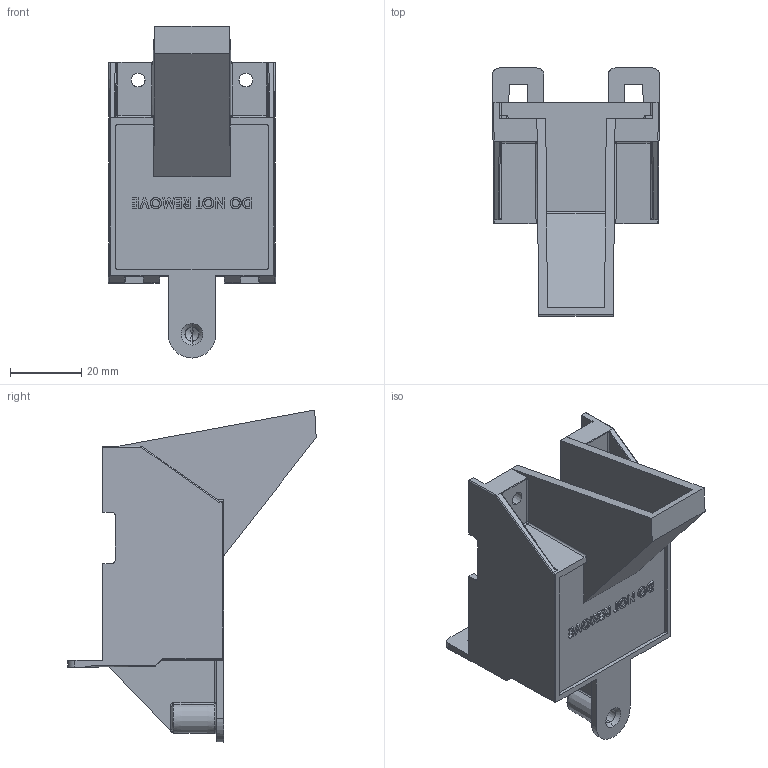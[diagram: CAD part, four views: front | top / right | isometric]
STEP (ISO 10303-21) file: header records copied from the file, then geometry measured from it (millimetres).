
FILE_DESCRIPTION (( 'STEP AP214' ), '1' );
FILE_NAME ('ADS400-1200ARCCHUTE.STEP', '2024-12-04T22:21:08', ( '' ), ( '' ), 'SwSTEP 2.0', 'SolidWorks 2024', '' );
FILE_SCHEMA (( 'AUTOMOTIVE_DESIGN' ));
Length unit declared in the file: millimetre
Products named in the file (1): ADS400-1200ARCCHUTE
Bounding box: 46.96 x 69.8 x 93.28 mm (x, y, z)
Volume: 26865.6 mm3; surface area: 25651 mm2
Topology: 1 solids, 1 shells, 468 faces, 1240 edges, 793 vertices
Faces by surface type: plane 230, cylinder 120, bspline 80, cone 20, sphere 14, torus 4
Entity records: 17323 total; most frequent: CARTESIAN_POINT 6734, ORIENTED_EDGE 2476, DIRECTION 1808, EDGE_CURVE 1238, VERTEX_POINT 793, VECTOR 778, LINE 778, AXIS2_PLACEMENT_3D 515
